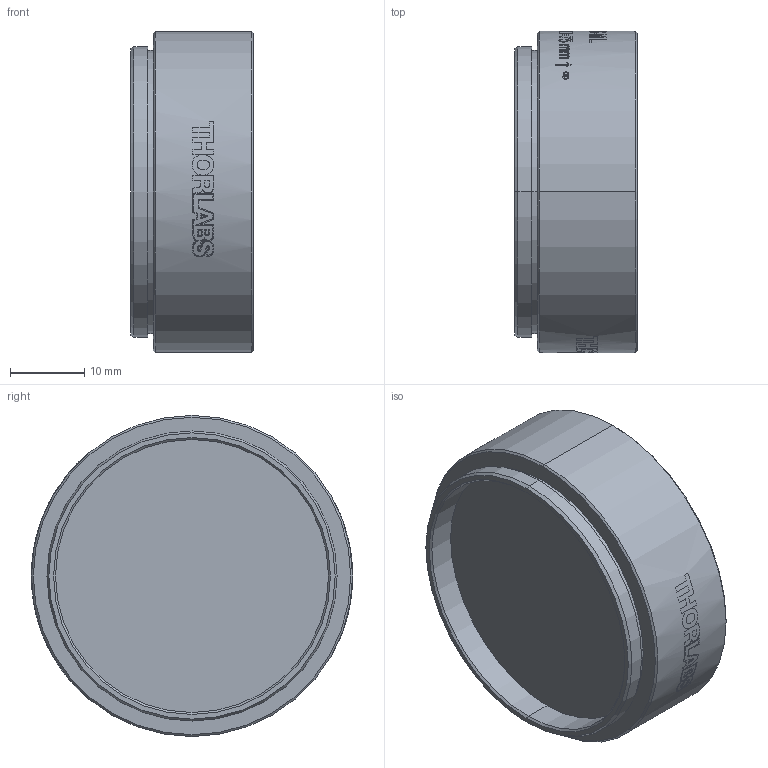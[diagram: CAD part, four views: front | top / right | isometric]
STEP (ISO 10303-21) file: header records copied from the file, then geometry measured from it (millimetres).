
FILE_DESCRIPTION (( 'STEP AP203' ), '1' );
FILE_NAME ('TTN200686-E0W.STEP', '2020-06-26T18:49:24', ( '' ), ( '' ), 'SwSTEP 2.0', 'SolidWorks 2018', '' );
FILE_SCHEMA (( 'CONFIG_CONTROL_DESIGN' ));
Length unit declared in the file: millimetre
Products named in the file (1): TTN200686-E0W
Bounding box: 16.51 x 43.18 x 43.18 mm (x, y, z)
Volume: 10435.4 mm3; surface area: 8675.2 mm2
Topology: 3 solids, 3 shells, 119 faces, 688 edges, 646 vertices
Faces by surface type: cylinder 85, cone 17, plane 15, sphere 2
Entity records: 11897 total; most frequent: CARTESIAN_POINT 6552, ORIENTED_EDGE 1376, DIRECTION 775, EDGE_CURVE 688, VERTEX_POINT 646, B_SPLINE_CURVE_WITH_KNOTS 347, AXIS2_PLACEMENT_3D 314, EDGE_LOOP 194
